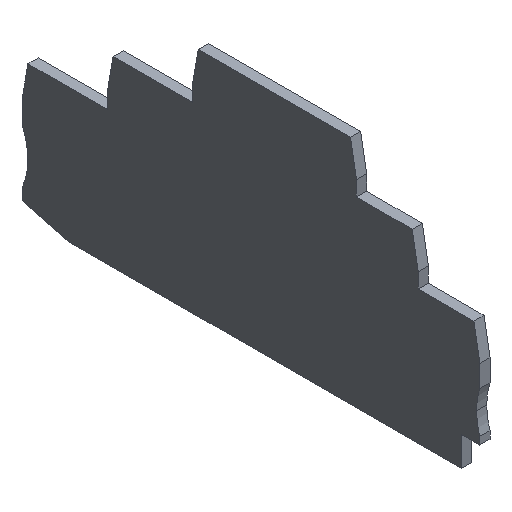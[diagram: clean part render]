
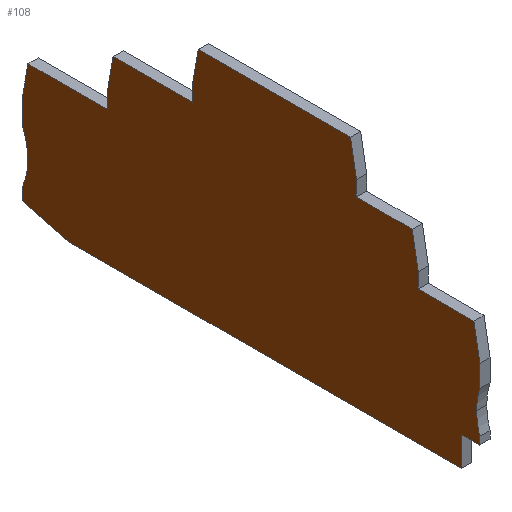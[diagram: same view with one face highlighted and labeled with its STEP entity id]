
A CAD part, isometric view. The second image highlights one B-rep face of the part: STEP entity #108.
In plain terms, the highlighted planar face has unit normal (-1, 0, 0).
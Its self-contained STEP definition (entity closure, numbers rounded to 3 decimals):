
#108=ADVANCED_FACE('',(#211),#212,.F.);
#211=FACE_OUTER_BOUND('',#306,.T.);
#212=PLANE('',#307);
#306=EDGE_LOOP('',(#530,#531,#532,#533,#534,#535,#536,#537,#538,#539,#540,#541,#542,#543,#544,#545,#546,#547,#548,#549,#550,#551,#552,#553,#554,#555,#556));
#307=AXIS2_PLACEMENT_3D('',#557,#558,#559);
#530=ORIENTED_EDGE('',*,*,#621,.F.);
#531=ORIENTED_EDGE('',*,*,#612,.F.);
#532=ORIENTED_EDGE('',*,*,#604,.T.);
#533=ORIENTED_EDGE('',*,*,#609,.T.);
#534=ORIENTED_EDGE('',*,*,#617,.F.);
#535=ORIENTED_EDGE('',*,*,#624,.T.);
#536=ORIENTED_EDGE('',*,*,#601,.T.);
#537=ORIENTED_EDGE('',*,*,#634,.F.);
#538=ORIENTED_EDGE('',*,*,#637,.F.);
#539=ORIENTED_EDGE('',*,*,#646,.F.);
#540=ORIENTED_EDGE('',*,*,#650,.F.);
#541=ORIENTED_EDGE('',*,*,#653,.F.);
#542=ORIENTED_EDGE('',*,*,#662,.F.);
#543=ORIENTED_EDGE('',*,*,#666,.F.);
#544=ORIENTED_EDGE('',*,*,#669,.F.);
#545=ORIENTED_EDGE('',*,*,#676,.F.);
#546=ORIENTED_EDGE('',*,*,#685,.F.);
#547=ORIENTED_EDGE('',*,*,#689,.F.);
#548=ORIENTED_EDGE('',*,*,#692,.F.);
#549=ORIENTED_EDGE('',*,*,#699,.F.);
#550=ORIENTED_EDGE('',*,*,#629,.F.);
#551=ORIENTED_EDGE('',*,*,#657,.F.);
#552=ORIENTED_EDGE('',*,*,#681,.F.);
#553=ORIENTED_EDGE('',*,*,#695,.F.);
#554=ORIENTED_EDGE('',*,*,#594,.T.);
#555=ORIENTED_EDGE('',*,*,#673,.T.);
#556=ORIENTED_EDGE('',*,*,#640,.F.);
#557=CARTESIAN_POINT('',(0.,42.992,29.516));
#558=DIRECTION('',(1.0,0.,0.));
#559=DIRECTION('',(0.,1.0,0.));
#594=EDGE_CURVE('',#707,#704,#708,.T.);
#601=EDGE_CURVE('',#714,#718,#720,.T.);
#604=EDGE_CURVE('',#725,#722,#726,.T.);
#609=EDGE_CURVE('',#722,#731,#734,.T.);
#612=EDGE_CURVE('',#725,#737,#738,.T.);
#617=EDGE_CURVE('',#743,#731,#746,.T.);
#621=EDGE_CURVE('',#737,#751,#752,.T.);
#624=EDGE_CURVE('',#743,#714,#755,.T.);
#629=EDGE_CURVE('',#761,#763,#764,.T.);
#634=EDGE_CURVE('',#769,#718,#771,.T.);
#637=EDGE_CURVE('',#773,#769,#776,.T.);
#640=EDGE_CURVE('',#751,#779,#780,.T.);
#646=EDGE_CURVE('',#787,#773,#789,.T.);
#650=EDGE_CURVE('',#793,#787,#795,.T.);
#653=EDGE_CURVE('',#797,#793,#800,.T.);
#657=EDGE_CURVE('',#803,#761,#806,.T.);
#662=EDGE_CURVE('',#811,#797,#813,.T.);
#666=EDGE_CURVE('',#817,#811,#819,.T.);
#669=EDGE_CURVE('',#821,#817,#824,.T.);
#673=EDGE_CURVE('',#704,#779,#828,.T.);
#676=EDGE_CURVE('',#830,#821,#833,.T.);
#681=EDGE_CURVE('',#838,#803,#840,.T.);
#685=EDGE_CURVE('',#844,#830,#846,.T.);
#689=EDGE_CURVE('',#850,#844,#852,.T.);
#692=EDGE_CURVE('',#854,#850,#857,.T.);
#695=EDGE_CURVE('',#707,#838,#860,.T.);
#699=EDGE_CURVE('',#763,#854,#864,.T.);
#704=VERTEX_POINT('',#869);
#707=VERTEX_POINT('',#873);
#708=CIRCLE('',#874,15.0);
#714=VERTEX_POINT('',#881);
#718=VERTEX_POINT('',#886);
#720=CIRCLE('',#889,15.);
#722=VERTEX_POINT('',#891);
#725=VERTEX_POINT('',#895);
#726=LINE('',#896,#897);
#731=VERTEX_POINT('',#904);
#734=LINE('',#908,#909);
#737=VERTEX_POINT('',#913);
#738=LINE('',#914,#915);
#743=VERTEX_POINT('',#922);
#746=LINE('',#926,#927);
#751=VERTEX_POINT('',#934);
#752=LINE('',#935,#936);
#755=CIRCLE('',#940,15.);
#761=VERTEX_POINT('',#947);
#763=VERTEX_POINT('',#950);
#764=LINE('',#951,#952);
#769=VERTEX_POINT('',#959);
#771=LINE('',#962,#963);
#773=VERTEX_POINT('',#965);
#776=LINE('',#969,#970);
#779=VERTEX_POINT('',#974);
#780=LINE('',#975,#976);
#787=VERTEX_POINT('',#986);
#789=LINE('',#989,#990);
#793=VERTEX_POINT('',#995);
#795=LINE('',#998,#999);
#797=VERTEX_POINT('',#1001);
#800=LINE('',#1005,#1006);
#803=VERTEX_POINT('',#1010);
#806=LINE('',#1014,#1015);
#811=VERTEX_POINT('',#1022);
#813=LINE('',#1025,#1026);
#817=VERTEX_POINT('',#1031);
#819=LINE('',#1034,#1035);
#821=VERTEX_POINT('',#1037);
#824=LINE('',#1041,#1042);
#828=CIRCLE('',#1047,15.0);
#830=VERTEX_POINT('',#1049);
#833=LINE('',#1053,#1054);
#838=VERTEX_POINT('',#1061);
#840=LINE('',#1064,#1065);
#844=VERTEX_POINT('',#1070);
#846=LINE('',#1073,#1074);
#850=VERTEX_POINT('',#1079);
#852=LINE('',#1082,#1083);
#854=VERTEX_POINT('',#1085);
#857=LINE('',#1089,#1090);
#860=LINE('',#1094,#1095);
#864=LINE('',#1101,#1102);
#869=CARTESIAN_POINT('',(0.,98.198,11.));
#873=CARTESIAN_POINT('',(0.,99.45,17.));
#874=AXIS2_PLACEMENT_3D('',#1107,#1108,#1109);
#881=CARTESIAN_POINT('',(0.,0.691,12.5));
#886=CARTESIAN_POINT('',(0.,0.,17.));
#889=AXIS2_PLACEMENT_3D('',#1119,#1120,#1121);
#891=CARTESIAN_POINT('',(0.,4.,6.4));
#895=CARTESIAN_POINT('',(0.,4.,0.));
#896=CARTESIAN_POINT('',(0.,4.,47.764));
#897=VECTOR('',#1123,1.0);
#904=CARTESIAN_POINT('',(0.,0.,6.4));
#908=CARTESIAN_POINT('',(0.,51.507,6.4));
#909=VECTOR('',#1127,1.0);
#913=CARTESIAN_POINT('',(0.,89.297,0.));
#914=CARTESIAN_POINT('',(0.,51.507,0.));
#915=VECTOR('',#1129,1.0);
#922=CARTESIAN_POINT('',(0.,0.,8.));
#926=CARTESIAN_POINT('',(0.,0.,47.764));
#927=VECTOR('',#1133,1.0);
#934=CARTESIAN_POINT('',(0.,99.45,2.591));
#935=CARTESIAN_POINT('',(0.,51.507,-9.643));
#936=VECTOR('',#1136,1.0);
#940=AXIS2_PLACEMENT_3D('',#1138,#1139,#1140);
#947=CARTESIAN_POINT('',(0.,80.95,29.05));
#950=CARTESIAN_POINT('',(0.,80.95,32.326));
#951=CARTESIAN_POINT('',(0.,80.95,47.764));
#952=VECTOR('',#1146,1.0);
#959=CARTESIAN_POINT('',(0.,0.,21.726));
#962=CARTESIAN_POINT('',(0.,0.,47.764));
#963=VECTOR('',#1150,1.0);
#965=CARTESIAN_POINT('',(0.,1.296,29.05));
#969=CARTESIAN_POINT('',(0.,4.609,47.764));
#970=VECTOR('',#1152,1.0);
#974=CARTESIAN_POINT('',(0.,99.45,5.));
#975=CARTESIAN_POINT('',(0.,99.45,47.764));
#976=VECTOR('',#1154,1.0);
#986=CARTESIAN_POINT('',(0.,13.4,29.05));
#989=CARTESIAN_POINT('',(0.,51.507,29.05));
#990=VECTOR('',#1159,1.0);
#995=CARTESIAN_POINT('',(0.,13.4,32.326));
#998=CARTESIAN_POINT('',(0.,13.4,47.764));
#999=VECTOR('',#1162,1.0);
#1001=CARTESIAN_POINT('',(0.,14.696,39.65));
#1005=CARTESIAN_POINT('',(0.,16.133,47.764));
#1006=VECTOR('',#1164,1.0);
#1010=CARTESIAN_POINT('',(0.,98.154,29.05));
#1014=CARTESIAN_POINT('',(0.,51.507,29.05));
#1015=VECTOR('',#1167,1.0);
#1022=CARTESIAN_POINT('',(0.,26.8,39.65));
#1025=CARTESIAN_POINT('',(0.,51.507,39.65));
#1026=VECTOR('',#1171,1.0);
#1031=CARTESIAN_POINT('',(0.,26.8,42.926));
#1034=CARTESIAN_POINT('',(0.,26.8,47.764));
#1035=VECTOR('',#1174,1.0);
#1037=CARTESIAN_POINT('',(0.,28.096,50.25));
#1041=CARTESIAN_POINT('',(0.,27.656,47.764));
#1042=VECTOR('',#1176,1.0);
#1047=AXIS2_PLACEMENT_3D('',#1181,#1182,#1183);
#1049=CARTESIAN_POINT('',(0.,61.154,50.25));
#1053=CARTESIAN_POINT('',(0.,51.507,50.25));
#1054=VECTOR('',#1185,1.0);
#1061=CARTESIAN_POINT('',(0.,99.45,21.726));
#1064=CARTESIAN_POINT('',(0.,94.841,47.764));
#1065=VECTOR('',#1189,1.0);
#1070=CARTESIAN_POINT('',(0.,62.45,42.926));
#1073=CARTESIAN_POINT('',(0.,61.594,47.764));
#1074=VECTOR('',#1192,1.0);
#1079=CARTESIAN_POINT('',(0.,62.45,39.65));
#1082=CARTESIAN_POINT('',(0.,62.45,47.764));
#1083=VECTOR('',#1195,1.0);
#1085=CARTESIAN_POINT('',(0.,79.654,39.65));
#1089=CARTESIAN_POINT('',(0.,51.507,39.65));
#1090=VECTOR('',#1197,1.0);
#1094=CARTESIAN_POINT('',(0.,99.45,47.764));
#1095=VECTOR('',#1199,1.0);
#1101=CARTESIAN_POINT('',(0.,78.218,47.764));
#1102=VECTOR('',#1202,1.0);
#1107=CARTESIAN_POINT('',(0.,113.198,11.));
#1108=DIRECTION('',(1.0,0.,0.));
#1109=DIRECTION('',(0.,1.0,0.));
#1119=CARTESIAN_POINT('',(0.,-14.309,12.5));
#1120=DIRECTION('',(1.0,0.,0.));
#1121=DIRECTION('',(0.,1.0,0.));
#1123=DIRECTION('',(0.,0.,1.0));
#1127=DIRECTION('',(0.,-1.0,0.));
#1129=DIRECTION('',(0.,1.0,0.));
#1133=DIRECTION('',(0.,0.,-1.0));
#1136=DIRECTION('',(0.,0.969,0.247));
#1138=CARTESIAN_POINT('',(0.,-14.309,12.5));
#1139=DIRECTION('',(1.0,0.,0.));
#1140=DIRECTION('',(0.,1.0,0.));
#1146=DIRECTION('',(0.,0.,1.0));
#1150=DIRECTION('',(0.,0.,-1.0));
#1152=DIRECTION('',(0.,-0.174,-0.985));
#1154=DIRECTION('',(0.,0.,1.0));
#1159=DIRECTION('',(0.,-1.0,0.));
#1162=DIRECTION('',(0.,0.,-1.0));
#1164=DIRECTION('',(0.,-0.174,-0.985));
#1167=DIRECTION('',(0.,-1.0,0.));
#1171=DIRECTION('',(0.,-1.0,0.));
#1174=DIRECTION('',(0.,0.,-1.0));
#1176=DIRECTION('',(0.,-0.174,-0.985));
#1181=CARTESIAN_POINT('',(0.,113.198,11.));
#1182=DIRECTION('',(1.0,0.,0.));
#1183=DIRECTION('',(0.,1.0,0.));
#1185=DIRECTION('',(0.,-1.0,0.));
#1189=DIRECTION('',(0.,-0.174,0.985));
#1192=DIRECTION('',(0.,-0.174,0.985));
#1195=DIRECTION('',(0.,0.,1.0));
#1197=DIRECTION('',(0.,-1.0,0.));
#1199=DIRECTION('',(0.,0.,1.0));
#1202=DIRECTION('',(0.,-0.174,0.985));
